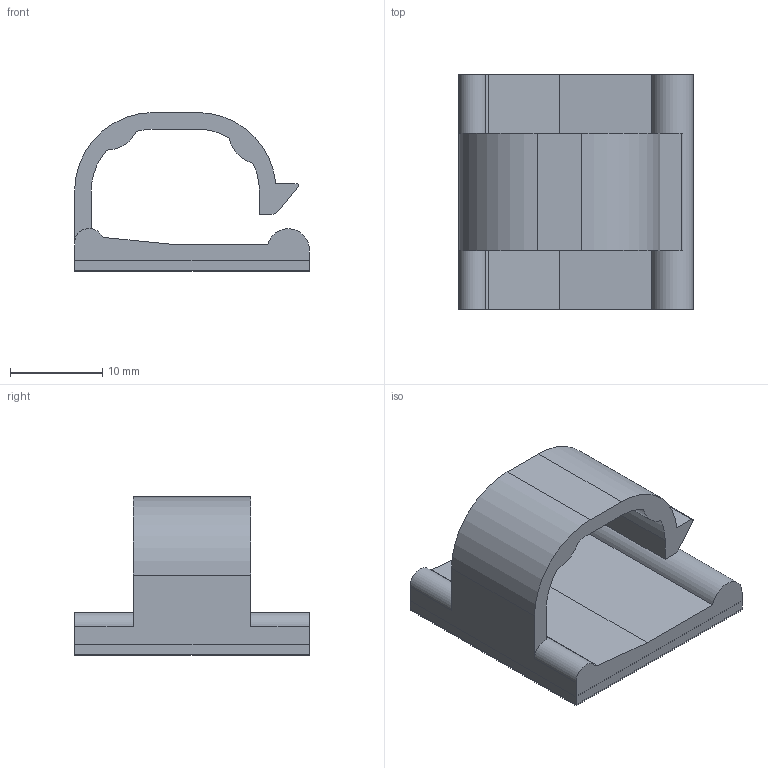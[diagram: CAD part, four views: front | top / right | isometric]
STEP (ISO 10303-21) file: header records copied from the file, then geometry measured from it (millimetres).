
FILE_DESCRIPTION( ( 'Unknown' ), '1' );
FILE_NAME( '523240000.stp', 'Unknown', ( 'Unknown' ), ( 'Unknown' ), 'PSStep 17.0.49', 'Unknown', ' ' );
FILE_SCHEMA( ( 'AUTOMOTIVE_DESIGN { 1 0 10303 214 1 1 1 1 }' ) );
Length unit declared in the file: millimetre
Products named in the file (4): Assem1; 523240000; Adhesive_tape; Release_tape
Assembly tree (3 placements, depth 2):
  Assem1
    523240000
    Adhesive_tape
    Release_tape
Bounding box: 25.4 x 25.4 x 17.2 mm (x, y, z)
Volume: 3124.2 mm3; surface area: 5360.8 mm2
Topology: 3 solids, 3 shells, 41 faces, 105 edges, 70 vertices
Faces by surface type: plane 28, cylinder 13
Entity records: 1645 total; most frequent: DIRECTION 223, CARTESIAN_POINT 220, ORIENTED_EDGE 210, EDGE_CURVE 105, LINE 77, VECTOR 77, AXIS2_PLACEMENT_3D 73, VERTEX_POINT 70
